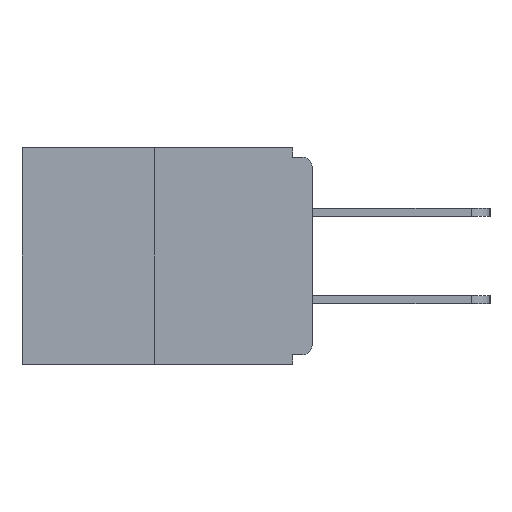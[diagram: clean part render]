
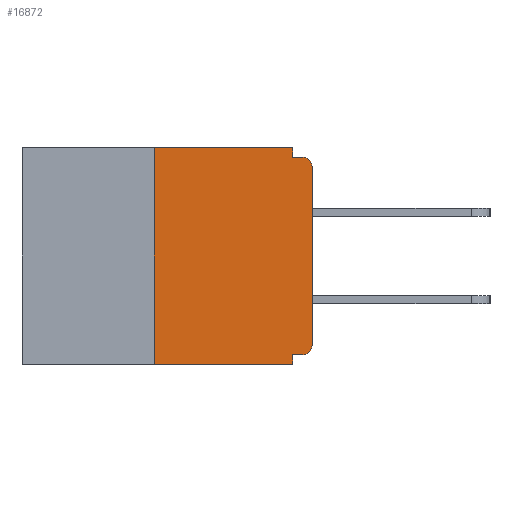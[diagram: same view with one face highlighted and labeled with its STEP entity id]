
A CAD part, left-side view. The second image highlights one B-rep face of the part: STEP entity #16872.
In plain terms, the highlighted planar face has unit normal (-1, 0, 0).
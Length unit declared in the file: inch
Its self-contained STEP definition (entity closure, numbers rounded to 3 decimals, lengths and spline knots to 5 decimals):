
#162 = EDGE_CURVE ( 'NONE', #12521, #15181, #9077, .T. ) ;
#210 = CARTESIAN_POINT ( 'NONE',  ( 0., 0.46, 0. ) ) ;
#346 = DIRECTION ( 'NONE',  ( 0., 0., -1. ) ) ;
#992 = LINE ( 'NONE', #10764, #14445 ) ;
#1058 = AXIS2_PLACEMENT_3D ( 'NONE', #6310, #11272, #12959 ) ;
#1097 = DIRECTION ( 'NONE',  ( 0., 0., -1. ) ) ;
#1860 = CARTESIAN_POINT ( 'NONE',  ( 0., 0.25, 0. ) ) ;
#1944 = CARTESIAN_POINT ( 'NONE',  ( 0., 0., -0.313 ) ) ;
#2675 = VERTEX_POINT ( 'NONE', #8103 ) ;
#2682 = CARTESIAN_POINT ( 'NONE',  ( 0., 0.25, -0.343 ) ) ;
#3238 = AXIS2_PLACEMENT_3D ( 'NONE', #210, #17297, #8831 ) ;
#3455 = VERTEX_POINT ( 'NONE', #1860 ) ;
#3467 = VECTOR ( 'NONE', #4278, 39.37008 ) ;
#3575 = VERTEX_POINT ( 'NONE', #8959 ) ;
#4168 = ORIENTED_EDGE ( 'NONE', *, *, #11700, .F. ) ;
#4278 = DIRECTION ( 'NONE',  ( 0., 0., 1. ) ) ;
#4326 = ORIENTED_EDGE ( 'NONE', *, *, #14717, .T. ) ;
#4417 = ORIENTED_EDGE ( 'NONE', *, *, #10048, .F. ) ;
#4613 = VECTOR ( 'NONE', #346, 39.37008 ) ;
#4688 = EDGE_LOOP ( 'NONE', ( #14460, #4417, #5089, #15015, #18818, #15527, #5322, #4326, #4168, #9619 ) ) ;
#5089 = ORIENTED_EDGE ( 'NONE', *, *, #17667, .T. ) ;
#5251 = LINE ( 'NONE', #17307, #19829 ) ;
#5322 = ORIENTED_EDGE ( 'NONE', *, *, #16998, .T. ) ;
#5800 = CARTESIAN_POINT ( 'NONE',  ( 0., 0.25, 0. ) ) ;
#5904 = CARTESIAN_POINT ( 'NONE',  ( 0., 0.015, -0.328 ) ) ;
#6310 = CARTESIAN_POINT ( 'NONE',  ( 0., 0.015, -0.313 ) ) ;
#6413 = DIRECTION ( 'NONE',  ( 0., -1., 0. ) ) ;
#6554 = VECTOR ( 'NONE', #6413, 39.37008 ) ;
#6882 = VERTEX_POINT ( 'NONE', #10062 ) ;
#7397 = VERTEX_POINT ( 'NONE', #1944 ) ;
#7509 = VECTOR ( 'NONE', #16071, 39.37008 ) ;
#8103 = CARTESIAN_POINT ( 'NONE',  ( 0., 0.015, -0.015 ) ) ;
#8694 = DIRECTION ( 'NONE',  ( 0., -1., 0. ) ) ;
#8729 = EDGE_CURVE ( 'NONE', #3455, #18767, #18065, .T. ) ;
#8831 = DIRECTION ( 'NONE',  ( 0., 0., -1. ) ) ;
#8959 = CARTESIAN_POINT ( 'NONE',  ( 0., 0., -0.03 ) ) ;
#9077 = LINE ( 'NONE', #12033, #4613 ) ;
#9154 = CARTESIAN_POINT ( 'NONE',  ( 0., 0., 0. ) ) ;
#9295 = DIRECTION ( 'NONE',  ( -1., 0., 0. ) ) ;
#9619 = ORIENTED_EDGE ( 'NONE', *, *, #12533, .F. ) ;
#9826 = VECTOR ( 'NONE', #10634, 39.37008 ) ;
#10048 = EDGE_CURVE ( 'NONE', #20975, #3455, #12401, .T. ) ;
#10062 = CARTESIAN_POINT ( 'NONE',  ( 0., 0.031, -0.015 ) ) ;
#10222 = EDGE_CURVE ( 'NONE', #18184, #12521, #5251, .T. ) ;
#10257 = PLANE ( 'NONE',  #3238 ) ;
#10634 = DIRECTION ( 'NONE',  ( 0., -1., 0. ) ) ;
#10700 = FACE_OUTER_BOUND ( 'NONE', #4688, .T. ) ;
#10764 = CARTESIAN_POINT ( 'NONE',  ( 0., 0.031, 0. ) ) ;
#10810 = CARTESIAN_POINT ( 'NONE',  ( 0., 0.031, 0. ) ) ;
#11272 = DIRECTION ( 'NONE',  ( -1., 0., 0. ) ) ;
#11700 = EDGE_CURVE ( 'NONE', #6882, #2675, #12871, .T. ) ;
#11742 = CARTESIAN_POINT ( 'NONE',  ( 0., 0.031, -0.343 ) ) ;
#12033 = CARTESIAN_POINT ( 'NONE',  ( 0., 0.031, -0.343 ) ) ;
#12044 = CARTESIAN_POINT ( 'NONE',  ( 0., 0.46, 0. ) ) ;
#12050 = CIRCLE ( 'NONE', #1058, 0.015 ) ;
#12401 = LINE ( 'NONE', #5800, #3467 ) ;
#12521 = VERTEX_POINT ( 'NONE', #19345 ) ;
#12533 = EDGE_CURVE ( 'NONE', #18767, #6882, #992, .T. ) ;
#12871 = LINE ( 'NONE', #13195, #6554 ) ;
#12959 = DIRECTION ( 'NONE',  ( 0., 0., -1. ) ) ;
#13195 = CARTESIAN_POINT ( 'NONE',  ( 0., 0., -0.015 ) ) ;
#13675 = DIRECTION ( 'NONE',  ( 0., 1., 0. ) ) ;
#14297 = DIRECTION ( 'NONE',  ( 0., 0., -1. ) ) ;
#14445 = VECTOR ( 'NONE', #14297, 39.37008 ) ;
#14460 = ORIENTED_EDGE ( 'NONE', *, *, #8729, .F. ) ;
#14717 = EDGE_CURVE ( 'NONE', #3575, #2675, #21143, .T. ) ;
#15015 = ORIENTED_EDGE ( 'NONE', *, *, #162, .F. ) ;
#15181 = VERTEX_POINT ( 'NONE', #11742 ) ;
#15424 = LINE ( 'NONE', #17590, #9826 ) ;
#15527 = ORIENTED_EDGE ( 'NONE', *, *, #21228, .T. ) ;
#16071 = DIRECTION ( 'NONE',  ( 0., 0., 1. ) ) ;
#16180 = VECTOR ( 'NONE', #8694, 39.37008 ) ;
#16872 = ADVANCED_FACE ( 'NONE', ( #10700 ), #10257, .F. ) ;
#16998 = EDGE_CURVE ( 'NONE', #7397, #3575, #19687, .T. ) ;
#17297 = DIRECTION ( 'NONE',  ( 1., 0., 0. ) ) ;
#17307 = CARTESIAN_POINT ( 'NONE',  ( 0., 0., -0.328 ) ) ;
#17590 = CARTESIAN_POINT ( 'NONE',  ( 0., 0.46, -0.343 ) ) ;
#17667 = EDGE_CURVE ( 'NONE', #20975, #15181, #15424, .T. ) ;
#18065 = LINE ( 'NONE', #12044, #16180 ) ;
#18184 = VERTEX_POINT ( 'NONE', #5904 ) ;
#18767 = VERTEX_POINT ( 'NONE', #10810 ) ;
#18818 = ORIENTED_EDGE ( 'NONE', *, *, #10222, .F. ) ;
#19345 = CARTESIAN_POINT ( 'NONE',  ( 0., 0.031, -0.328 ) ) ;
#19687 = LINE ( 'NONE', #9154, #7509 ) ;
#19829 = VECTOR ( 'NONE', #13675, 39.37008 ) ;
#20975 = VERTEX_POINT ( 'NONE', #2682 ) ;
#21143 = CIRCLE ( 'NONE', #21763, 0.015 ) ;
#21228 = EDGE_CURVE ( 'NONE', #18184, #7397, #12050, .T. ) ;
#21270 = CARTESIAN_POINT ( 'NONE',  ( 0., 0.015, -0.03 ) ) ;
#21763 = AXIS2_PLACEMENT_3D ( 'NONE', #21270, #9295, #1097 ) ;
